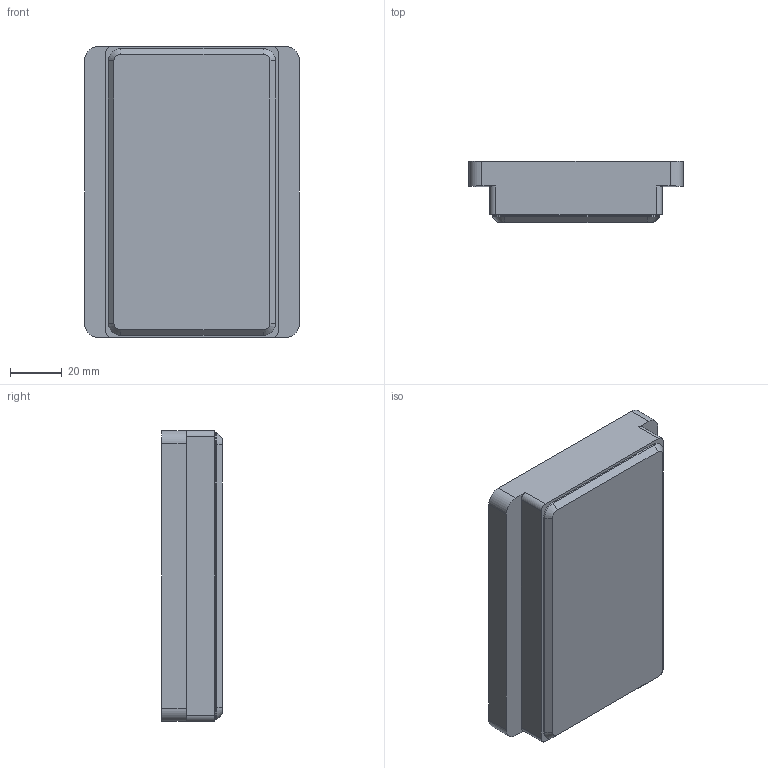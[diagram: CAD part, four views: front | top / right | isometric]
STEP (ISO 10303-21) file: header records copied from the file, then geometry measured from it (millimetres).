
FILE_DESCRIPTION(/* description */ (''),/* implementation_level */ '2;1');
FILE_NAME(/* name */ '1006315G-exact.step',/* time_stamp */ '2019-06-15T09:48:06-05:00',/* author */ (''),/* organization */ (''),/* preprocessor_version */ 'ST-DEVELOPER v18',/* originating_system */ 'Autodesk Translation Framework v8.2.0.1029',/* authorisation */ '');
FILE_SCHEMA (('AUTOMOTIVE_DESIGN { 1 0 10303 214 3 1 1 }'));
Length unit declared in the file: inch
Products named in the file (8): 1006315G-exact; 1006315; Row; Row_1; Row_2; Noun; Digit (1); 2004745
Assembly tree (25 placements, depth 4):
  1006315G-exact
    1006315
      Row
        Digit (1)  x5
      Row_1
        Digit (1)  x5
      Row_2
        Digit (1)  x5
      Noun  x3
        Digit (1)
    2004745
Bounding box: 82.8 x 23.5 x 112.27 mm (x, y, z)
Volume: 193628.7 mm3; surface area: 46848.7 mm2
Topology: 173 solids, 173 shells, 1131 faces, 2344 edges, 1560 vertices
Faces by surface type: plane 1019, cylinder 108, cone 4
Full cylindrical faces by diameter (mm): 1.651 x8
Entity records: 5773 total; most frequent: DIRECTION 974, CARTESIAN_POINT 949, ORIENTED_EDGE 848, EDGE_CURVE 424, LINE 364, VECTOR 364, AXIS2_PLACEMENT_3D 305, VERTEX_POINT 280
